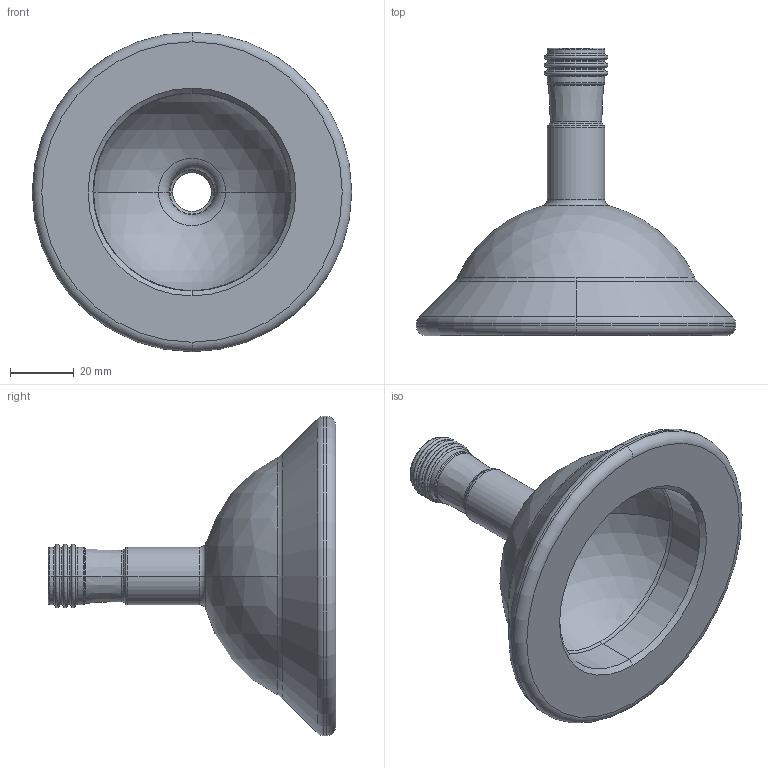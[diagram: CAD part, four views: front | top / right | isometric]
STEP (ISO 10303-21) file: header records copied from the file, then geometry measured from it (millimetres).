
FILE_DESCRIPTION (( 'STEP AP214' ), '1' );
FILE_NAME ('3101118000_LF60_NSR14.STEP', '2017-01-14T22:35:16', ( '' ), ( '' ), 'SwSTEP 2.0', 'SolidWorks 2014', '' );
FILE_SCHEMA (( 'AUTOMOTIVE_DESIGN' ));
Length unit declared in the file: millimetre
Products named in the file (1): 3101118000_LF60_NSR14
Bounding box: 100 x 90 x 100 mm (x, y, z)
Volume: 94304.8 mm3; surface area: 29355.4 mm2
Topology: 1 solids, 1 shells, 90 faces, 184 edges, 96 vertices
Faces by surface type: torus 44, cone 24, cylinder 16, sphere 4, plane 2
Entity records: 2390 total; most frequent: DIRECTION 510, CARTESIAN_POINT 371, ORIENTED_EDGE 368, AXIS2_PLACEMENT_3D 235, EDGE_CURVE 184, CIRCLE 144, VERTEX_POINT 96, EDGE_LOOP 92
